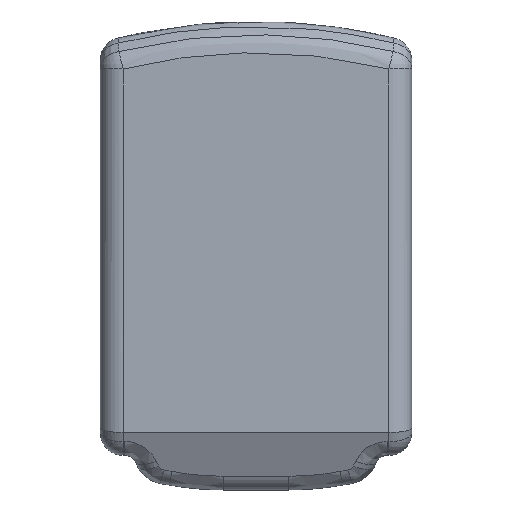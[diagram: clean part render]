
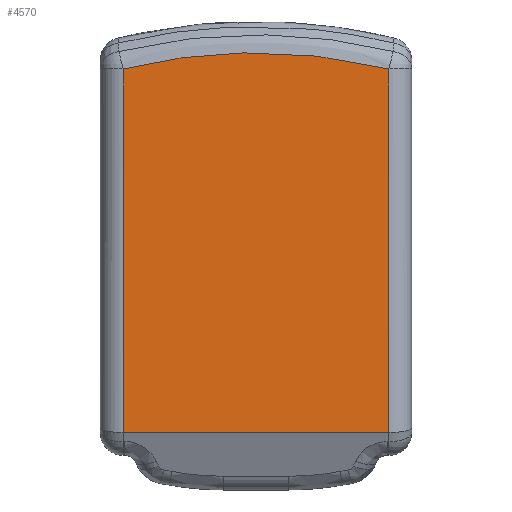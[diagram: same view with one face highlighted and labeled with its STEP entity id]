
A CAD part, front view. The second image highlights one B-rep face of the part: STEP entity #4570.
In plain terms, the highlighted planar face has unit normal (0, -1, 0).
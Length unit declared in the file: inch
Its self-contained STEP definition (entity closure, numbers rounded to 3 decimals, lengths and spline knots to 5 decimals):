
#247=B_SPLINE_CURVE_WITH_KNOTS('',3,(#6997,#6998,#6999,#7000,#7001,#7002,
#7003,#7004,#7005,#7006,#7007,#7008,#7009,#7010,#7011,#7012,#7013,#7014,
#7015,#7016,#7017,#7018,#7019,#7020,#7021,#7022,#7023,#7024,#7025,#7026,
#7027,#7028,#7029,#7030,#7031,#7032,#7033,#7034,#7035,#7036,#7037,#7038,
#7039,#7040,#7041,#7042),.UNSPECIFIED.,.F.,.F.,(4,3,3,3,3,3,3,3,3,3,3,3,
3,3,3,4),(0.,0.12496,0.18746,0.25,0.3125,0.375,0.43758,
0.5,0.62524,0.68779,0.75,0.75031,0.81282,
0.875,0.87528,1.),.UNSPECIFIED.);
#497=FACE_OUTER_BOUND('',#783,.T.);
#783=EDGE_LOOP('',(#3134,#3135,#3136,#3137));
#1133=LINE('',#6993,#1538);
#1134=LINE('',#6995,#1539);
#1135=LINE('',#7043,#1540);
#1538=VECTOR('',#5470,2.609);
#1539=VECTOR('',#5471,3.56914);
#1540=VECTOR('',#5472,3.56914);
#1961=VERTEX_POINT('',#6991);
#1962=VERTEX_POINT('',#6992);
#1963=VERTEX_POINT('',#6994);
#1964=VERTEX_POINT('',#6996);
#2396=EDGE_CURVE('',#1961,#1962,#1133,.T.);
#2397=EDGE_CURVE('',#1962,#1963,#1134,.F.);
#2398=EDGE_CURVE('',#1963,#1964,#247,.T.);
#2399=EDGE_CURVE('',#1964,#1961,#1135,.F.);
#3134=ORIENTED_EDGE('',*,*,#2396,.T.);
#3135=ORIENTED_EDGE('',*,*,#2397,.T.);
#3136=ORIENTED_EDGE('',*,*,#2398,.T.);
#3137=ORIENTED_EDGE('',*,*,#2399,.T.);
#4391=PLANE('',#4894);
#4570=ADVANCED_FACE('',(#497),#4391,.F.);
#4894=AXIS2_PLACEMENT_3D('',#6990,#5468,#5469);
#5468=DIRECTION('center_axis',(0.,1.,0.));
#5469=DIRECTION('ref_axis',(0.,0.,1.));
#5470=DIRECTION('',(1.,0.,0.));
#5471=DIRECTION('',(0.,0.,-1.));
#5472=DIRECTION('',(0.,0.,1.));
#6990=CARTESIAN_POINT('Origin',(0.,0.,0.));
#6991=CARTESIAN_POINT('',(-1.3045,0.,-1.73552));
#6992=CARTESIAN_POINT('',(1.3045,0.,-1.73552));
#6993=CARTESIAN_POINT('',(-1.3045,0.,-1.73552));
#6994=CARTESIAN_POINT('',(1.3045,0.,1.83362));
#6995=CARTESIAN_POINT('',(1.3045,0.,1.83362));
#6996=CARTESIAN_POINT('',(-1.3045,0.,1.83362));
#6997=CARTESIAN_POINT('Ctrl Pts',(1.3045,0.,1.83362));
#6998=CARTESIAN_POINT('Ctrl Pts',(1.19771,0.,
1.86008));
#6999=CARTESIAN_POINT('Ctrl Pts',(1.09043,0.,
1.88332));
#7000=CARTESIAN_POINT('Ctrl Pts',(0.98262,0.,
1.90325));
#7001=CARTESIAN_POINT('Ctrl Pts',(0.9287,0.,
1.91323));
#7002=CARTESIAN_POINT('Ctrl Pts',(0.87465,0.,
1.92237));
#7003=CARTESIAN_POINT('Ctrl Pts',(0.82047,0.,
1.93068));
#7004=CARTESIAN_POINT('Ctrl Pts',(0.76625,0.,
1.93899));
#7005=CARTESIAN_POINT('Ctrl Pts',(0.7119,0.,
1.94647));
#7006=CARTESIAN_POINT('Ctrl Pts',(0.65742,0.,
1.95312));
#7007=CARTESIAN_POINT('Ctrl Pts',(0.60298,0.,
1.95976));
#7008=CARTESIAN_POINT('Ctrl Pts',(0.54841,0.,
1.96559));
#7009=CARTESIAN_POINT('Ctrl Pts',(0.49371,0.,
1.97059));
#7010=CARTESIAN_POINT('Ctrl Pts',(0.43901,0.,
1.97559));
#7011=CARTESIAN_POINT('Ctrl Pts',(0.38414,0.,
1.97976));
#7012=CARTESIAN_POINT('Ctrl Pts',(0.32925,0.,
1.98311));
#7013=CARTESIAN_POINT('Ctrl Pts',(0.27428,0.,
1.98645));
#7014=CARTESIAN_POINT('Ctrl Pts',(0.21933,0.,
1.98896));
#7015=CARTESIAN_POINT('Ctrl Pts',(0.16441,0.,
1.99063));
#7016=CARTESIAN_POINT('Ctrl Pts',(0.10963,0.,
1.9923));
#7017=CARTESIAN_POINT('Ctrl Pts',(0.05489,0.,
1.99314));
#7018=CARTESIAN_POINT('Ctrl Pts',(0.00016,0.,
1.99314));
#7019=CARTESIAN_POINT('Ctrl Pts',(-0.10965,0.,
1.99314));
#7020=CARTESIAN_POINT('Ctrl Pts',(-0.21934,0.,
1.98979));
#7021=CARTESIAN_POINT('Ctrl Pts',(-0.32894,0.,
1.98313));
#7022=CARTESIAN_POINT('Ctrl Pts',(-0.38367,0.,
1.9798));
#7023=CARTESIAN_POINT('Ctrl Pts',(-0.43839,0.,
1.97564));
#7024=CARTESIAN_POINT('Ctrl Pts',(-0.4931,0.,
1.97064));
#7025=CARTESIAN_POINT('Ctrl Pts',(-0.54752,0.,
1.96568));
#7026=CARTESIAN_POINT('Ctrl Pts',(-0.60195,0.,
1.95988));
#7027=CARTESIAN_POINT('Ctrl Pts',(-0.65631,0.,
1.95325));
#7028=CARTESIAN_POINT('Ctrl Pts',(-0.65658,0.,
1.95322));
#7029=CARTESIAN_POINT('Ctrl Pts',(-0.65685,0.,
1.95319));
#7030=CARTESIAN_POINT('Ctrl Pts',(-0.65713,0.,
1.95315));
#7031=CARTESIAN_POINT('Ctrl Pts',(-0.71175,0.,
1.94649));
#7032=CARTESIAN_POINT('Ctrl Pts',(-0.76627,0.,
1.93899));
#7033=CARTESIAN_POINT('Ctrl Pts',(-0.8206,0.,
1.93066));
#7034=CARTESIAN_POINT('Ctrl Pts',(-0.87465,0.,
1.92237));
#7035=CARTESIAN_POINT('Ctrl Pts',(-0.9285,0.,
1.91326));
#7036=CARTESIAN_POINT('Ctrl Pts',(-0.98224,0.,
1.90332));
#7037=CARTESIAN_POINT('Ctrl Pts',(-0.98248,0.,
1.90328));
#7038=CARTESIAN_POINT('Ctrl Pts',(-0.98273,0.,
1.90323));
#7039=CARTESIAN_POINT('Ctrl Pts',(-0.98298,0.,
1.90319));
#7040=CARTESIAN_POINT('Ctrl Pts',(-1.09075,0.,
1.88325));
#7041=CARTESIAN_POINT('Ctrl Pts',(-1.19792,0.,
1.86003));
#7042=CARTESIAN_POINT('Ctrl Pts',(-1.3045,0.,1.83362));
#7043=CARTESIAN_POINT('',(-1.3045,0.,-1.73552));
